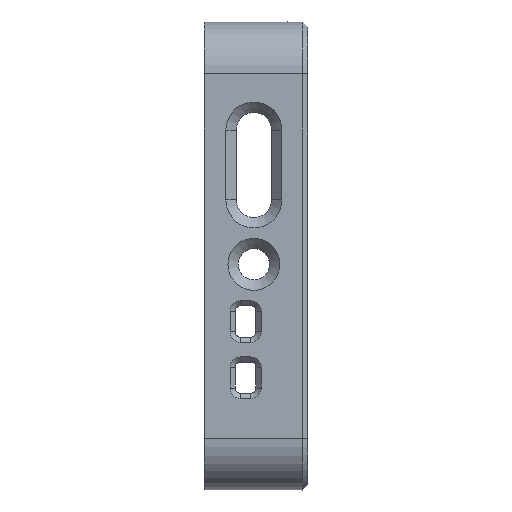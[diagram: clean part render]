
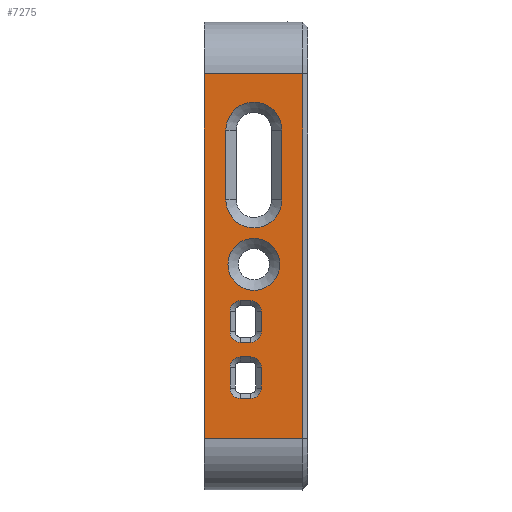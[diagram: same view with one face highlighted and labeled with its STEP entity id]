
A CAD part, left-side view. The second image highlights one B-rep face of the part: STEP entity #7275.
In plain terms, the highlighted planar face has unit normal (-1, 0, 0).
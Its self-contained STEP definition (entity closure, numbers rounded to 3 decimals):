
#19=FACE_BOUND('',#882,.T.);
#20=FACE_BOUND('',#883,.T.);
#21=FACE_BOUND('',#884,.T.);
#22=FACE_BOUND('',#885,.T.);
#343=PLANE('',#7725);
#455=FACE_OUTER_BOUND('',#881,.T.);
#881=EDGE_LOOP('',(#4970,#4971,#4972,#4973));
#882=EDGE_LOOP('',(#4974,#4975,#4976,#4977,#4978,#4979,#4980,#4981));
#883=EDGE_LOOP('',(#4982));
#884=EDGE_LOOP('',(#4983,#4984,#4985,#4986));
#885=EDGE_LOOP('',(#4987,#4988,#4989,#4990,#4991,#4992,#4993,#4994));
#1323=CIRCLE('',#7705,1.);
#1325=CIRCLE('',#7709,1.);
#1327=CIRCLE('',#7713,1.);
#1329=CIRCLE('',#7717,1.);
#1332=CIRCLE('',#7726,1.);
#1333=CIRCLE('',#7727,1.);
#1334=CIRCLE('',#7728,1.);
#1335=CIRCLE('',#7729,1.);
#1336=CIRCLE('',#7730,2.5);
#1337=CIRCLE('',#7731,2.7);
#1338=CIRCLE('',#7732,2.7);
#1935=LINE('',#11375,#2476);
#1939=LINE('',#11387,#2480);
#1943=LINE('',#11399,#2484);
#1947=LINE('',#11410,#2488);
#1956=LINE('',#11433,#2497);
#1957=LINE('',#11435,#2498);
#1958=LINE('',#11437,#2499);
#1959=LINE('',#11438,#2500);
#1960=LINE('',#11441,#2501);
#1961=LINE('',#11445,#2502);
#1962=LINE('',#11449,#2503);
#1963=LINE('',#11453,#2504);
#1964=LINE('',#11461,#2505);
#1965=LINE('',#11464,#2506);
#2476=VECTOR('',#8754,10.);
#2480=VECTOR('',#8766,10.);
#2484=VECTOR('',#8778,10.);
#2488=VECTOR('',#8790,10.);
#2497=VECTOR('',#8813,10.);
#2498=VECTOR('',#8814,10.);
#2499=VECTOR('',#8815,10.);
#2500=VECTOR('',#8816,10.);
#2501=VECTOR('',#8817,10.);
#2502=VECTOR('',#8820,10.);
#2503=VECTOR('',#8823,10.);
#2504=VECTOR('',#8826,10.);
#2505=VECTOR('',#8833,10.);
#2506=VECTOR('',#8836,10.);
#3015=VERTEX_POINT('',#11365);
#3018=VERTEX_POINT('',#11370);
#3019=VERTEX_POINT('',#11374);
#3021=VERTEX_POINT('',#11380);
#3023=VERTEX_POINT('',#11386);
#3025=VERTEX_POINT('',#11392);
#3027=VERTEX_POINT('',#11398);
#3029=VERTEX_POINT('',#11404);
#3036=VERTEX_POINT('',#11431);
#3037=VERTEX_POINT('',#11432);
#3038=VERTEX_POINT('',#11434);
#3039=VERTEX_POINT('',#11436);
#3040=VERTEX_POINT('',#11439);
#3041=VERTEX_POINT('',#11440);
#3042=VERTEX_POINT('',#11442);
#3043=VERTEX_POINT('',#11444);
#3044=VERTEX_POINT('',#11446);
#3045=VERTEX_POINT('',#11448);
#3046=VERTEX_POINT('',#11450);
#3047=VERTEX_POINT('',#11452);
#3048=VERTEX_POINT('',#11455);
#3049=VERTEX_POINT('',#11457);
#3050=VERTEX_POINT('',#11458);
#3051=VERTEX_POINT('',#11460);
#3052=VERTEX_POINT('',#11462);
#3769=EDGE_CURVE('',#3018,#3015,#1323,.T.);
#3770=EDGE_CURVE('',#3015,#3019,#1935,.T.);
#3775=EDGE_CURVE('',#3019,#3021,#1325,.T.);
#3776=EDGE_CURVE('',#3021,#3023,#1939,.T.);
#3781=EDGE_CURVE('',#3023,#3025,#1327,.T.);
#3782=EDGE_CURVE('',#3025,#3027,#1943,.T.);
#3787=EDGE_CURVE('',#3027,#3029,#1329,.T.);
#3788=EDGE_CURVE('',#3029,#3018,#1947,.T.);
#3799=EDGE_CURVE('',#3036,#3037,#1956,.T.);
#3800=EDGE_CURVE('',#3036,#3038,#1957,.T.);
#3801=EDGE_CURVE('',#3039,#3038,#1958,.T.);
#3802=EDGE_CURVE('',#3037,#3039,#1959,.T.);
#3803=EDGE_CURVE('',#3040,#3041,#1960,.T.);
#3804=EDGE_CURVE('',#3042,#3040,#1332,.T.);
#3805=EDGE_CURVE('',#3043,#3042,#1961,.T.);
#3806=EDGE_CURVE('',#3044,#3043,#1333,.T.);
#3807=EDGE_CURVE('',#3045,#3044,#1962,.T.);
#3808=EDGE_CURVE('',#3046,#3045,#1334,.T.);
#3809=EDGE_CURVE('',#3047,#3046,#1963,.T.);
#3810=EDGE_CURVE('',#3041,#3047,#1335,.T.);
#3811=EDGE_CURVE('',#3048,#3048,#1336,.T.);
#3812=EDGE_CURVE('',#3049,#3050,#1337,.T.);
#3813=EDGE_CURVE('',#3051,#3049,#1964,.T.);
#3814=EDGE_CURVE('',#3052,#3051,#1338,.T.);
#3815=EDGE_CURVE('',#3050,#3052,#1965,.T.);
#4970=ORIENTED_EDGE('',*,*,#3799,.F.);
#4971=ORIENTED_EDGE('',*,*,#3800,.T.);
#4972=ORIENTED_EDGE('',*,*,#3801,.F.);
#4973=ORIENTED_EDGE('',*,*,#3802,.F.);
#4974=ORIENTED_EDGE('',*,*,#3803,.F.);
#4975=ORIENTED_EDGE('',*,*,#3804,.F.);
#4976=ORIENTED_EDGE('',*,*,#3805,.F.);
#4977=ORIENTED_EDGE('',*,*,#3806,.F.);
#4978=ORIENTED_EDGE('',*,*,#3807,.F.);
#4979=ORIENTED_EDGE('',*,*,#3808,.F.);
#4980=ORIENTED_EDGE('',*,*,#3809,.F.);
#4981=ORIENTED_EDGE('',*,*,#3810,.F.);
#4982=ORIENTED_EDGE('',*,*,#3811,.F.);
#4983=ORIENTED_EDGE('',*,*,#3812,.F.);
#4984=ORIENTED_EDGE('',*,*,#3813,.F.);
#4985=ORIENTED_EDGE('',*,*,#3814,.F.);
#4986=ORIENTED_EDGE('',*,*,#3815,.F.);
#4987=ORIENTED_EDGE('',*,*,#3769,.F.);
#4988=ORIENTED_EDGE('',*,*,#3788,.F.);
#4989=ORIENTED_EDGE('',*,*,#3787,.F.);
#4990=ORIENTED_EDGE('',*,*,#3782,.F.);
#4991=ORIENTED_EDGE('',*,*,#3781,.F.);
#4992=ORIENTED_EDGE('',*,*,#3776,.F.);
#4993=ORIENTED_EDGE('',*,*,#3775,.F.);
#4994=ORIENTED_EDGE('',*,*,#3770,.F.);
#7275=ADVANCED_FACE('',(#455,#19,#20,#21,#22),#343,.T.);
#7705=AXIS2_PLACEMENT_3D('',#11372,#8750,#8751);
#7709=AXIS2_PLACEMENT_3D('',#11384,#8762,#8763);
#7713=AXIS2_PLACEMENT_3D('',#11396,#8774,#8775);
#7717=AXIS2_PLACEMENT_3D('',#11408,#8786,#8787);
#7725=AXIS2_PLACEMENT_3D('',#11430,#8811,#8812);
#7726=AXIS2_PLACEMENT_3D('',#11443,#8818,#8819);
#7727=AXIS2_PLACEMENT_3D('',#11447,#8821,#8822);
#7728=AXIS2_PLACEMENT_3D('',#11451,#8824,#8825);
#7729=AXIS2_PLACEMENT_3D('',#11454,#8827,#8828);
#7730=AXIS2_PLACEMENT_3D('',#11456,#8829,#8830);
#7731=AXIS2_PLACEMENT_3D('',#11459,#8831,#8832);
#7732=AXIS2_PLACEMENT_3D('',#11463,#8834,#8835);
#8750=DIRECTION('center_axis',(-1.,0.,0.));
#8751=DIRECTION('ref_axis',(0.,-0.707,0.707));
#8754=DIRECTION('',(0.,1.,0.));
#8762=DIRECTION('center_axis',(-1.,0.,0.));
#8763=DIRECTION('ref_axis',(0.,0.707,0.707));
#8766=DIRECTION('',(0.,0.,-1.));
#8774=DIRECTION('center_axis',(-1.,0.,0.));
#8775=DIRECTION('ref_axis',(0.,0.707,-0.707));
#8778=DIRECTION('',(0.,-1.,0.));
#8786=DIRECTION('center_axis',(-1.,0.,0.));
#8787=DIRECTION('ref_axis',(0.,-0.707,-0.707));
#8790=DIRECTION('',(0.,0.,1.));
#8811=DIRECTION('center_axis',(-1.,0.,0.));
#8812=DIRECTION('ref_axis',(0.,0.,1.));
#8813=DIRECTION('',(0.,0.,-1.));
#8814=DIRECTION('',(0.,1.,0.));
#8815=DIRECTION('',(0.,0.,1.));
#8816=DIRECTION('',(0.,1.,0.));
#8817=DIRECTION('',(0.,0.,1.));
#8818=DIRECTION('center_axis',(-1.,0.,0.));
#8819=DIRECTION('ref_axis',(0.,-0.707,-0.707));
#8820=DIRECTION('',(0.,-1.,0.));
#8821=DIRECTION('center_axis',(-1.,0.,0.));
#8822=DIRECTION('ref_axis',(0.,0.707,-0.707));
#8823=DIRECTION('',(0.,0.,-1.));
#8824=DIRECTION('center_axis',(-1.,0.,0.));
#8825=DIRECTION('ref_axis',(0.,0.707,0.707));
#8826=DIRECTION('',(0.,1.,0.));
#8827=DIRECTION('center_axis',(-1.,0.,0.));
#8828=DIRECTION('ref_axis',(0.,-0.707,0.707));
#8829=DIRECTION('center_axis',(-1.,0.,0.));
#8830=DIRECTION('ref_axis',(0.,0.,-1.));
#8831=DIRECTION('center_axis',(-1.,0.,0.));
#8832=DIRECTION('ref_axis',(0.,-1.,0.));
#8833=DIRECTION('',(0.,0.,-1.));
#8834=DIRECTION('center_axis',(-1.,0.,0.));
#8835=DIRECTION('ref_axis',(0.,1.,0.));
#8836=DIRECTION('',(0.,0.,1.));
#11365=CARTESIAN_POINT('',(-30.,5.5,-9.7));
#11370=CARTESIAN_POINT('',(-30.,4.5,-10.7));
#11372=CARTESIAN_POINT('Origin',(-30.,5.5,-10.7));
#11374=CARTESIAN_POINT('',(-30.,6.5,-9.7));
#11375=CARTESIAN_POINT('',(-30.,2.5,-9.7));
#11380=CARTESIAN_POINT('',(-30.,7.5,-10.7));
#11384=CARTESIAN_POINT('Origin',(-30.,6.5,-10.7));
#11386=CARTESIAN_POINT('',(-30.,7.5,-12.7));
#11387=CARTESIAN_POINT('',(-30.,7.5,-13.85));
#11392=CARTESIAN_POINT('',(-30.,6.5,-13.7));
#11396=CARTESIAN_POINT('Origin',(-30.,6.5,-12.7));
#11398=CARTESIAN_POINT('',(-30.,5.5,-13.7));
#11399=CARTESIAN_POINT('',(-30.,3.5,-13.7));
#11404=CARTESIAN_POINT('',(-30.,4.5,-12.7));
#11408=CARTESIAN_POINT('Origin',(-30.,5.5,-12.7));
#11410=CARTESIAN_POINT('',(-30.,4.5,-15.35));
#11430=CARTESIAN_POINT('Origin',(-30.,0.,-17.5));
#11431=CARTESIAN_POINT('',(-30.,0.5,17.5));
#11432=CARTESIAN_POINT('',(-30.,0.5,-17.5));
#11433=CARTESIAN_POINT('',(-30.,0.5,-8.75));
#11434=CARTESIAN_POINT('',(-30.,10.,17.5));
#11435=CARTESIAN_POINT('',(-30.,0.,17.5));
#11436=CARTESIAN_POINT('',(-30.,10.,-17.5));
#11437=CARTESIAN_POINT('',(-30.,10.,-17.5));
#11438=CARTESIAN_POINT('',(-30.,0.,-17.5));
#11439=CARTESIAN_POINT('',(-30.,4.5,-7.3));
#11440=CARTESIAN_POINT('',(-30.,4.5,-5.3));
#11441=CARTESIAN_POINT('',(-30.,4.5,-12.65));
#11442=CARTESIAN_POINT('',(-30.,5.5,-8.3));
#11443=CARTESIAN_POINT('Origin',(-30.,5.5,-7.3));
#11444=CARTESIAN_POINT('',(-30.,6.5,-8.3));
#11445=CARTESIAN_POINT('',(-30.,3.5,-8.3));
#11446=CARTESIAN_POINT('',(-30.,7.5,-7.3));
#11447=CARTESIAN_POINT('Origin',(-30.,6.5,-7.3));
#11448=CARTESIAN_POINT('',(-30.,7.5,-5.3));
#11449=CARTESIAN_POINT('',(-30.,7.5,-11.15));
#11450=CARTESIAN_POINT('',(-30.,6.5,-4.3));
#11451=CARTESIAN_POINT('Origin',(-30.,6.5,-5.3));
#11452=CARTESIAN_POINT('',(-30.,5.5,-4.3));
#11453=CARTESIAN_POINT('',(-30.,2.5,-4.3));
#11454=CARTESIAN_POINT('Origin',(-30.,5.5,-5.3));
#11455=CARTESIAN_POINT('',(-30.,5.2,1.7));
#11456=CARTESIAN_POINT('Origin',(-30.,5.2,-0.8));
#11457=CARTESIAN_POINT('',(-30.,7.9,5.4));
#11458=CARTESIAN_POINT('',(-30.,2.5,5.4));
#11459=CARTESIAN_POINT('Origin',(-30.,5.2,5.4));
#11460=CARTESIAN_POINT('',(-30.,7.9,12.1));
#11461=CARTESIAN_POINT('',(-30.,7.9,-2.7));
#11462=CARTESIAN_POINT('',(-30.,2.5,12.1));
#11463=CARTESIAN_POINT('Origin',(-30.,5.2,12.1));
#11464=CARTESIAN_POINT('',(-30.,2.5,-8.75));
